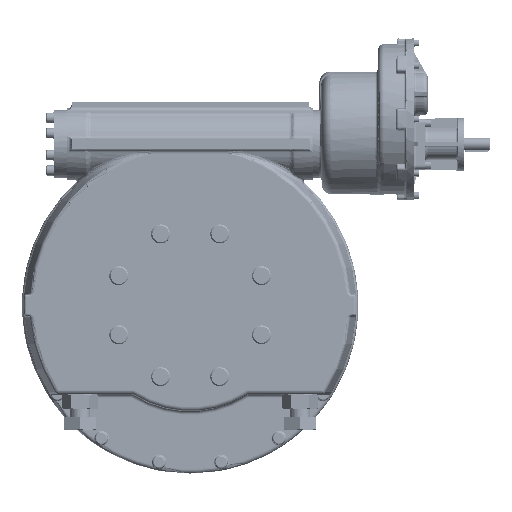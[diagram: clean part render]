
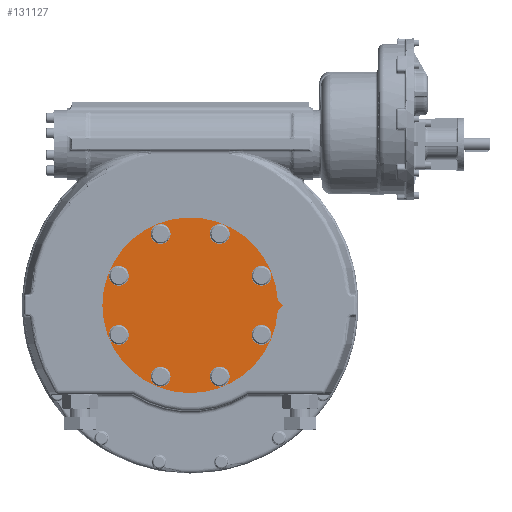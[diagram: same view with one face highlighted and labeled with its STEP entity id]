
A CAD part, top view. The second image highlights one B-rep face of the part: STEP entity #131127.
In plain terms, the highlighted planar face has unit normal (0, 0, 1).
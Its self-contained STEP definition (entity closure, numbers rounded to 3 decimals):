
#4824=LINE('',#184808,#17105);
#4825=LINE('',#184811,#17106);
#17105=VECTOR('',#150900,1000.);
#17106=VECTOR('',#150901,1000.);
#31772=ORIENTED_EDGE('',*,*,#71457,.F.);
#31773=ORIENTED_EDGE('',*,*,#71456,.F.);
#31774=ORIENTED_EDGE('',*,*,#71455,.F.);
#31775=ORIENTED_EDGE('',*,*,#71454,.F.);
#31776=ORIENTED_EDGE('',*,*,#71453,.F.);
#31777=ORIENTED_EDGE('',*,*,#71452,.F.);
#31778=ORIENTED_EDGE('',*,*,#71451,.F.);
#31779=ORIENTED_EDGE('',*,*,#71450,.F.);
#31780=ORIENTED_EDGE('',*,*,#71461,.T.);
#31781=ORIENTED_EDGE('',*,*,#71462,.T.);
#31782=ORIENTED_EDGE('',*,*,#71463,.T.);
#71450=EDGE_CURVE('',#108934,#108934,#91305,.T.);
#71451=EDGE_CURVE('',#108935,#108935,#91306,.T.);
#71452=EDGE_CURVE('',#108936,#108936,#91307,.T.);
#71453=EDGE_CURVE('',#108937,#108937,#91308,.T.);
#71454=EDGE_CURVE('',#108938,#108938,#91309,.T.);
#71455=EDGE_CURVE('',#108939,#108939,#91310,.T.);
#71456=EDGE_CURVE('',#108940,#108940,#91311,.T.);
#71457=EDGE_CURVE('',#108941,#108941,#91312,.T.);
#71461=EDGE_CURVE('',#108945,#108946,#4824,.T.);
#71462=EDGE_CURVE('',#108946,#108947,#4825,.T.);
#71463=EDGE_CURVE('',#108947,#108945,#91316,.T.);
#91305=CIRCLE('',#139294,23.5);
#91306=CIRCLE('',#139296,23.5);
#91307=CIRCLE('',#139298,23.5);
#91308=CIRCLE('',#139300,23.5);
#91309=CIRCLE('',#139302,23.5);
#91310=CIRCLE('',#139304,23.5);
#91311=CIRCLE('',#139306,23.5);
#91312=CIRCLE('',#139308,23.5);
#91316=CIRCLE('',#139316,207.5);
#95075=EDGE_LOOP('',(#31772));
#95076=EDGE_LOOP('',(#31773));
#95077=EDGE_LOOP('',(#31774));
#95078=EDGE_LOOP('',(#31775));
#95079=EDGE_LOOP('',(#31776));
#95080=EDGE_LOOP('',(#31777));
#95081=EDGE_LOOP('',(#31778));
#95082=EDGE_LOOP('',(#31779));
#95083=EDGE_LOOP('',(#31780,#31781,#31782));
#103467=PLANE('',#139315);
#108934=VERTEX_POINT('',#184776);
#108935=VERTEX_POINT('',#184779);
#108936=VERTEX_POINT('',#184782);
#108937=VERTEX_POINT('',#184785);
#108938=VERTEX_POINT('',#184788);
#108939=VERTEX_POINT('',#184791);
#108940=VERTEX_POINT('',#184794);
#108941=VERTEX_POINT('',#184797);
#108945=VERTEX_POINT('',#184809);
#108946=VERTEX_POINT('',#184810);
#108947=VERTEX_POINT('',#184812);
#122317=FACE_BOUND('',#95075,.T.);
#122318=FACE_BOUND('',#95076,.T.);
#122319=FACE_BOUND('',#95077,.T.);
#122320=FACE_BOUND('',#95078,.T.);
#122321=FACE_BOUND('',#95079,.T.);
#122322=FACE_BOUND('',#95080,.T.);
#122323=FACE_BOUND('',#95081,.T.);
#122324=FACE_BOUND('',#95082,.T.);
#122325=FACE_BOUND('',#95083,.T.);
#131127=ADVANCED_FACE('',(#122317,#122318,#122319,#122320,#122321,#122322,
#122323,#122324,#122325),#103467,.T.);
#139294=AXIS2_PLACEMENT_3D('',#184775,#150856,#150857);
#139296=AXIS2_PLACEMENT_3D('',#184778,#150860,#150861);
#139298=AXIS2_PLACEMENT_3D('',#184781,#150864,#150865);
#139300=AXIS2_PLACEMENT_3D('',#184784,#150868,#150869);
#139302=AXIS2_PLACEMENT_3D('',#184787,#150872,#150873);
#139304=AXIS2_PLACEMENT_3D('',#184790,#150876,#150877);
#139306=AXIS2_PLACEMENT_3D('',#184793,#150880,#150881);
#139308=AXIS2_PLACEMENT_3D('',#184796,#150884,#150885);
#139315=AXIS2_PLACEMENT_3D('',#184807,#150898,#150899);
#139316=AXIS2_PLACEMENT_3D('',#184813,#150902,#150903);
#150856=DIRECTION('',(0.,0.,1.));
#150857=DIRECTION('',(1.,0.,0.));
#150860=DIRECTION('',(0.,0.,1.));
#150861=DIRECTION('',(0.707,-0.707,0.));
#150864=DIRECTION('',(0.,0.,1.));
#150865=DIRECTION('',(0.,1.,0.));
#150868=DIRECTION('',(0.,0.,1.));
#150869=DIRECTION('',(0.707,0.707,0.));
#150872=DIRECTION('',(0.,0.,1.));
#150873=DIRECTION('',(-0.707,-0.707,0.));
#150876=DIRECTION('',(0.,0.,1.));
#150877=DIRECTION('',(0.,-1.,0.));
#150880=DIRECTION('',(0.,0.,1.));
#150881=DIRECTION('',(-0.707,0.707,0.));
#150884=DIRECTION('',(0.,0.,1.));
#150885=DIRECTION('',(-1.,0.,0.));
#150898=DIRECTION('',(0.,0.,1.));
#150899=DIRECTION('',(1.,0.,0.));
#150900=DIRECTION('',(0.707,0.707,0.));
#150901=DIRECTION('',(-0.707,0.707,0.));
#150902=DIRECTION('',(0.,0.,1.));
#150903=DIRECTION('',(1.,0.,0.));
#184775=CARTESIAN_POINT('',(168.608,-69.84,90.75));
#184776=CARTESIAN_POINT('',(192.108,-69.84,90.75));
#184778=CARTESIAN_POINT('',(69.84,-168.608,90.75));
#184779=CARTESIAN_POINT('',(86.457,-185.225,90.75));
#184781=CARTESIAN_POINT('',(69.84,168.608,90.75));
#184782=CARTESIAN_POINT('',(69.84,192.108,90.75));
#184784=CARTESIAN_POINT('',(168.608,69.84,90.75));
#184785=CARTESIAN_POINT('',(185.225,86.457,90.75));
#184787=CARTESIAN_POINT('',(-168.608,-69.84,90.75));
#184788=CARTESIAN_POINT('',(-185.225,-86.457,90.75));
#184790=CARTESIAN_POINT('',(-69.84,-168.608,90.75));
#184791=CARTESIAN_POINT('',(-69.84,-192.108,90.75));
#184793=CARTESIAN_POINT('',(-69.84,168.608,90.75));
#184794=CARTESIAN_POINT('',(-86.457,185.225,90.75));
#184796=CARTESIAN_POINT('',(-168.608,69.84,90.75));
#184797=CARTESIAN_POINT('',(-192.108,69.84,90.75));
#184807=CARTESIAN_POINT('',(0.,0.,90.75));
#184808=CARTESIAN_POINT('',(220.,0.,90.75));
#184809=CARTESIAN_POINT('',(207.099,-12.901,90.75));
#184810=CARTESIAN_POINT('',(220.,0.,90.75));
#184811=CARTESIAN_POINT('',(220.,0.,90.75));
#184812=CARTESIAN_POINT('',(207.099,12.901,90.75));
#184813=CARTESIAN_POINT('',(0.,0.,90.75));
